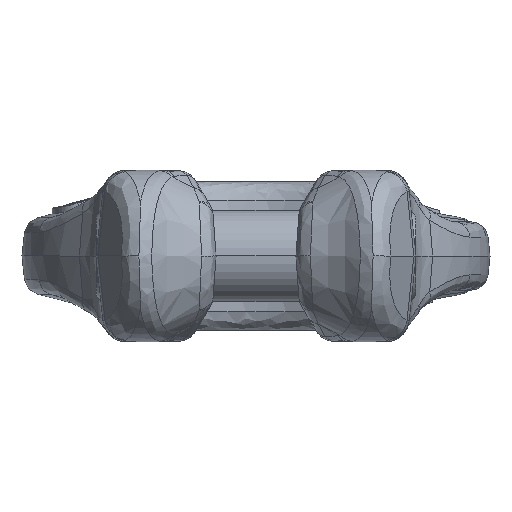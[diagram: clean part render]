
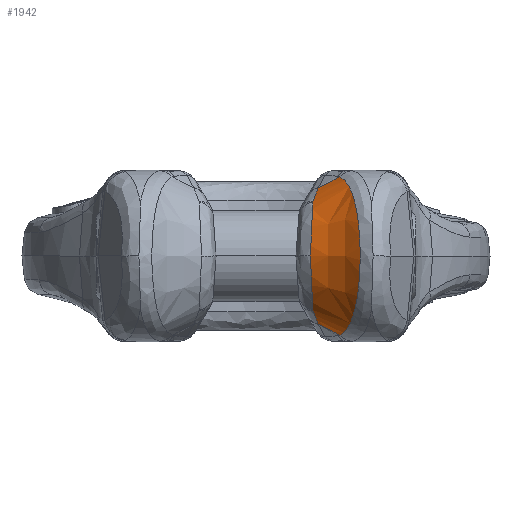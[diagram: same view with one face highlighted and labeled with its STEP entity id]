
A CAD part, front view. The second image highlights one B-rep face of the part: STEP entity #1942.
In plain terms, the highlighted free-form (B-spline) face has degree [3, 3] with [4, 4] control points.
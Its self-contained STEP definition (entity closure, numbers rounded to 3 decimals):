
#1942=ADVANCED_FACE('NONE',(#4053),#4054,.F.);
#4053=FACE_OUTER_BOUND('',#16322,.T.);
#4054=(B_SPLINE_SURFACE(3,3,((#16324,#16325,#16326,#16327),(#16328,#16329,#16330,#16331),(#16332,#16333,#16334,#16335),(#16336,#16337,#16338,#16339)),.UNSPECIFIED.,.F.,.F.,.F.)B_SPLINE_SURFACE_WITH_KNOTS((4,4),(4,4),(0.004,1.0),(0.0,1.0),.UNSPECIFIED.)RATIONAL_B_SPLINE_SURFACE(((1.,0.636,0.636,1.),(0.986,0.627,0.627,0.986),(0.986,0.627,0.627,0.986),(1.0,0.636,0.636,1.0)))BOUNDED_SURFACE()REPRESENTATION_ITEM('')GEOMETRIC_REPRESENTATION_ITEM()SURFACE());
#16322=EDGE_LOOP('',(#22691,#22692,#22693,#22694,#22695,#22696,#22697));
#16324=CARTESIAN_POINT('',(4.761,-22.578,5.727));
#16325=CARTESIAN_POINT('',(4.761,-27.928,3.002));
#16326=CARTESIAN_POINT('',(4.761,-27.928,-3.002));
#16327=CARTESIAN_POINT('',(4.761,-22.578,-5.727));
#16328=CARTESIAN_POINT('',(6.408,-22.872,6.305));
#16329=CARTESIAN_POINT('',(6.408,-28.761,3.304));
#16330=CARTESIAN_POINT('',(6.408,-28.761,-3.304));
#16331=CARTESIAN_POINT('',(6.408,-22.872,-6.305));
#16332=CARTESIAN_POINT('',(7.89,-23.311,7.166));
#16333=CARTESIAN_POINT('',(7.89,-30.004,3.756));
#16334=CARTESIAN_POINT('',(7.89,-30.004,-3.756));
#16335=CARTESIAN_POINT('',(7.89,-23.311,-7.166));
#16336=CARTESIAN_POINT('',(9.147,-23.876,8.275));
#16337=CARTESIAN_POINT('',(9.147,-31.605,4.337));
#16338=CARTESIAN_POINT('',(9.147,-31.605,-4.337));
#16339=CARTESIAN_POINT('',(9.147,-23.876,-8.275));
#22691=ORIENTED_EDGE('',*,*,#25865,.F.);
#22692=ORIENTED_EDGE('',*,*,#25961,.F.);
#22693=ORIENTED_EDGE('',*,*,#25954,.T.);
#22694=ORIENTED_EDGE('',*,*,#25949,.F.);
#22695=ORIENTED_EDGE('',*,*,#25962,.F.);
#22696=ORIENTED_EDGE('',*,*,#25963,.F.);
#22697=ORIENTED_EDGE('',*,*,#25867,.F.);
#25865=EDGE_CURVE('NONE',#29374,#29372,#29376,.T.);
#25867=EDGE_CURVE('NONE',#29372,#29378,#29379,.T.);
#25949=EDGE_CURVE('NONE',#29504,#29506,#29507,.T.);
#25954=EDGE_CURVE('NONE',#29510,#29506,#29513,.T.);
#25961=EDGE_CURVE('NONE',#29510,#29374,#29520,.T.);
#25962=EDGE_CURVE('NONE',#29521,#29504,#29522,.T.);
#25963=EDGE_CURVE('NONE',#29378,#29521,#29523,.T.);
#29372=VERTEX_POINT('NONE',#41281);
#29374=VERTEX_POINT('NONE',#41303);
#29376=B_SPLINE_CURVE_WITH_KNOTS('',3,(#41314,#41315,#41316,#41317,#41318,#41319,#41320,#41321,#41322,#41323,#41324,#41325),.UNSPECIFIED.,.F.,.F.,(4,2,2,2,2,4),(0.0,0.25,0.375,0.5,0.75,1.0),.UNSPECIFIED.);
#29378=VERTEX_POINT('NONE',#41327);
#29379=B_SPLINE_CURVE_WITH_KNOTS('',3,(#41328,#41329,#41330,#41331,#41332,#41333,#41334,#41335,#41336,#41337,#41338,#41339),.UNSPECIFIED.,.F.,.F.,(4,2,2,2,2,4),(0.0,0.25,0.5,0.625,0.75,1.0),.UNSPECIFIED.);
#29504=VERTEX_POINT('NONE',#41864);
#29506=VERTEX_POINT('NONE',#41866);
#29507=B_SPLINE_CURVE_WITH_KNOTS('',3,(#41867,#41868,#41869,#41870,#41871,#41872,#41873,#41874,#41875,#41876,#41877,#41878,#41879,#41880,#41881,#41882,#41883,#41884,#41885,#41886,#41887,#41888,#41889,#41890,#41891,#41892,#41893,#41894,#41895,#41896,#41897,#41898,#41899,#41900,#41901,#41902,#41903,#41904,#41905,#41906,#41907,#41908,#41909,#41910,#41911,#41912),.UNSPECIFIED.,.F.,.F.,(4,2,2,2,2,2,2,2,2,2,2,2,2,2,2,2,2,2,2,2,2,2,4),(0.0,0.063,0.094,0.125,0.188,0.219,0.25,0.313,0.344,0.375,0.438,0.469,0.5,0.563,0.625,0.656,0.688,0.75,0.813,0.875,0.906,0.938,1.0),.UNSPECIFIED.);
#29510=VERTEX_POINT('NONE',#41915);
#29513=CIRCLE('',#41924,13.0);
#29520=B_SPLINE_CURVE_WITH_KNOTS('',3,(#41945,#41946,#41947,#41948),.UNSPECIFIED.,.F.,.F.,(4,4),(0.0,1.0),.UNSPECIFIED.);
#29521=VERTEX_POINT('NONE',#41949);
#29522=CIRCLE('',#41950,13.0);
#29523=B_SPLINE_CURVE_WITH_KNOTS('',3,(#41951,#41952,#41953,#41954),.UNSPECIFIED.,.F.,.F.,(4,4),(0.0,1.0),.UNSPECIFIED.);
#41281=CARTESIAN_POINT('',(4.771,-26.092,0.));
#41303=CARTESIAN_POINT('',(4.977,-24.126,-4.743));
#41314=CARTESIAN_POINT('',(4.977,-24.126,-4.743));
#41315=CARTESIAN_POINT('',(4.963,-24.445,-4.435));
#41316=CARTESIAN_POINT('',(4.949,-24.727,-4.101));
#41317=CARTESIAN_POINT('',(4.925,-25.095,-3.56));
#41318=CARTESIAN_POINT('',(4.917,-25.209,-3.374));
#41319=CARTESIAN_POINT('',(4.9,-25.419,-2.987));
#41320=CARTESIAN_POINT('',(4.891,-25.515,-2.787));
#41321=CARTESIAN_POINT('',(4.865,-25.769,-2.174));
#41322=CARTESIAN_POINT('',(4.847,-25.895,-1.754));
#41323=CARTESIAN_POINT('',(4.809,-26.061,-0.889));
#41324=CARTESIAN_POINT('',(4.79,-26.099,-0.441));
#41325=CARTESIAN_POINT('',(4.771,-26.092,0.));
#41327=CARTESIAN_POINT('',(4.977,-24.126,4.743));
#41328=CARTESIAN_POINT('',(4.771,-26.092,0.));
#41329=CARTESIAN_POINT('',(4.79,-26.099,0.441));
#41330=CARTESIAN_POINT('',(4.809,-26.061,0.889));
#41331=CARTESIAN_POINT('',(4.847,-25.895,1.754));
#41332=CARTESIAN_POINT('',(4.865,-25.769,2.174));
#41333=CARTESIAN_POINT('',(4.891,-25.515,2.787));
#41334=CARTESIAN_POINT('',(4.9,-25.419,2.987));
#41335=CARTESIAN_POINT('',(4.917,-25.209,3.374));
#41336=CARTESIAN_POINT('',(4.925,-25.095,3.56));
#41337=CARTESIAN_POINT('',(4.949,-24.727,4.101));
#41338=CARTESIAN_POINT('',(4.963,-24.445,4.435));
#41339=CARTESIAN_POINT('',(4.977,-24.126,4.743));
#41864=CARTESIAN_POINT('',(7.349,-23.202,6.951));
#41866=CARTESIAN_POINT('',(7.349,-23.202,-6.951));
#41867=CARTESIAN_POINT('',(7.349,-23.202,6.951));
#41868=CARTESIAN_POINT('',(7.5,-23.576,6.876));
#41869=CARTESIAN_POINT('',(7.639,-23.945,6.771));
#41870=CARTESIAN_POINT('',(7.833,-24.488,6.568));
#41871=CARTESIAN_POINT('',(7.896,-24.668,6.492));
#41872=CARTESIAN_POINT('',(8.017,-25.024,6.325));
#41873=CARTESIAN_POINT('',(8.076,-25.201,6.233));
#41874=CARTESIAN_POINT('',(8.244,-25.719,5.934));
#41875=CARTESIAN_POINT('',(8.345,-26.047,5.707));
#41876=CARTESIAN_POINT('',(8.482,-26.51,5.323));
#41877=CARTESIAN_POINT('',(8.526,-26.66,5.188));
#41878=CARTESIAN_POINT('',(8.609,-26.951,4.903));
#41879=CARTESIAN_POINT('',(8.649,-27.092,4.752));
#41880=CARTESIAN_POINT('',(8.76,-27.493,4.283));
#41881=CARTESIAN_POINT('',(8.823,-27.732,3.949));
#41882=CARTESIAN_POINT('',(8.905,-28.047,3.417));
#41883=CARTESIAN_POINT('',(8.93,-28.144,3.234));
#41884=CARTESIAN_POINT('',(8.976,-28.324,2.857));
#41885=CARTESIAN_POINT('',(8.997,-28.407,2.662));
#41886=CARTESIAN_POINT('',(9.051,-28.626,2.075));
#41887=CARTESIAN_POINT('',(9.078,-28.736,1.674));
#41888=CARTESIAN_POINT('',(9.106,-28.848,1.055));
#41889=CARTESIAN_POINT('',(9.113,-28.877,0.845));
#41890=CARTESIAN_POINT('',(9.122,-28.915,0.425));
#41891=CARTESIAN_POINT('',(9.124,-28.924,0.215));
#41892=CARTESIAN_POINT('',(9.124,-28.925,-0.413));
#41893=CARTESIAN_POINT('',(9.115,-28.888,-0.83));
#41894=CARTESIAN_POINT('',(9.079,-28.739,-1.662));
#41895=CARTESIAN_POINT('',(9.052,-28.628,-2.066));
#41896=CARTESIAN_POINT('',(8.998,-28.411,-2.651));
#41897=CARTESIAN_POINT('',(8.978,-28.331,-2.843));
#41898=CARTESIAN_POINT('',(8.932,-28.152,-3.22));
#41899=CARTESIAN_POINT('',(8.907,-28.053,-3.406));
#41900=CARTESIAN_POINT('',(8.824,-27.737,-3.943));
#41901=CARTESIAN_POINT('',(8.761,-27.498,-4.277));
#41902=CARTESIAN_POINT('',(8.614,-26.966,-4.9));
#41903=CARTESIAN_POINT('',(8.53,-26.671,-5.19));
#41904=CARTESIAN_POINT('',(8.346,-26.049,-5.705));
#41905=CARTESIAN_POINT('',(8.244,-25.721,-5.933));
#41906=CARTESIAN_POINT('',(8.076,-25.203,-6.232));
#41907=CARTESIAN_POINT('',(8.018,-25.026,-6.324));
#41908=CARTESIAN_POINT('',(7.897,-24.67,-6.492));
#41909=CARTESIAN_POINT('',(7.834,-24.49,-6.567));
#41910=CARTESIAN_POINT('',(7.639,-23.946,-6.771));
#41911=CARTESIAN_POINT('',(7.5,-23.577,-6.876));
#41912=CARTESIAN_POINT('',(7.349,-23.202,-6.951));
#41915=CARTESIAN_POINT('',(5.468,-22.716,-5.997));
#41924=AXIS2_PLACEMENT_3D('',#45429,#45430,#45431);
#41945=CARTESIAN_POINT('',(5.468,-22.716,-5.997));
#41946=CARTESIAN_POINT('',(5.328,-23.26,-5.647));
#41947=CARTESIAN_POINT('',(5.162,-23.726,-5.226));
#41948=CARTESIAN_POINT('',(4.977,-24.126,-4.743));
#41949=CARTESIAN_POINT('',(5.468,-22.716,5.997));
#41950=AXIS2_PLACEMENT_3D('',#45435,#45436,#45437);
#41951=CARTESIAN_POINT('',(4.977,-24.126,4.743));
#41952=CARTESIAN_POINT('',(5.162,-23.726,5.226));
#41953=CARTESIAN_POINT('',(5.328,-23.26,5.647));
#41954=CARTESIAN_POINT('',(5.468,-22.716,5.997));
#45429=CARTESIAN_POINT('',(0.,-28.07,-16.506));
#45430=DIRECTION('',(-0.0,0.891,-0.454));
#45431=DIRECTION('',(0.0,-0.454,-0.891));
#45435=CARTESIAN_POINT('',(0.,-28.07,16.506));
#45436=DIRECTION('',(0.0,-0.891,-0.454));
#45437=DIRECTION('',(0.0,-0.454,0.891));
